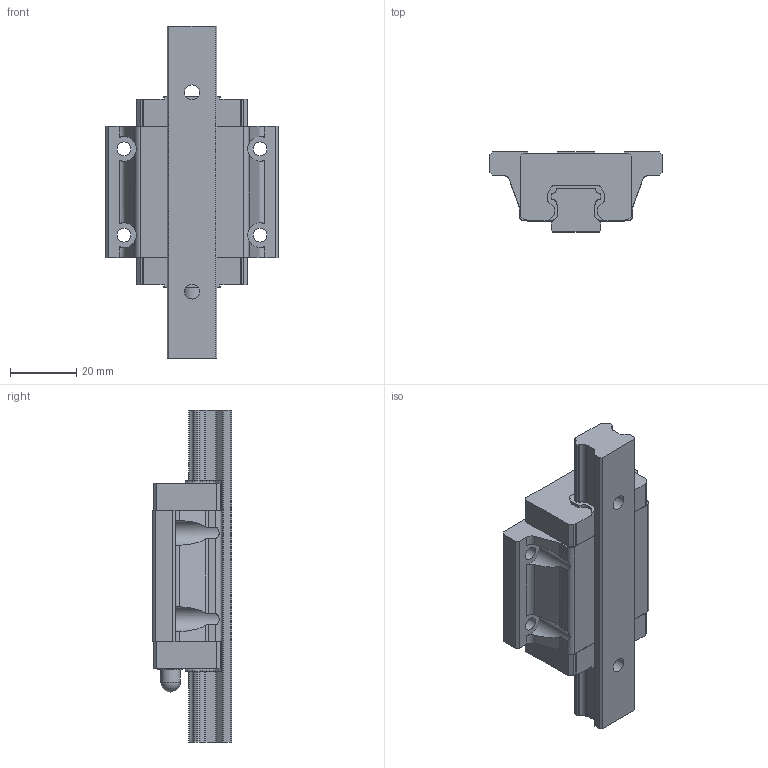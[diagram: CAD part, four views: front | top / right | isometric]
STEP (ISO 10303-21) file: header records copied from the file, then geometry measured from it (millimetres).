
FILE_DESCRIPTION(/* description */ ('STEP AP214'),/* implementation_level */ '2;1');
FILE_NAME(/* name */ 'C-SXWT24-100',/* time_stamp */ '2024-05-07T05:58:42+02:00',/* author */ ('License CC BY-ND 4.0'),/* organization */ ('CADENAS'),/* preprocessor_version */ 'ST-DEVELOPER v19.3',/* originating_system */ 'PARTsolutions',/* authorisation */ ' ');
FILE_SCHEMA (('AUTOMOTIVE_DESIGN {1 0 10303 214 3 1 1}'));
Length unit declared in the file: millimetre
Products named in the file (3): C-SXWT24-100; C-SXWT24-100_r; C-SXWT24-R_b
Assembly tree (2 placements, depth 2):
  C-SXWT24-100
    C-SXWT24-100_r
    C-SXWT24-R_b
Bounding box: 52 x 24 x 100 mm (x, y, z)
Volume: 53646.5 mm3; surface area: 16885.2 mm2
Topology: 2 solids, 2 shells, 366 faces, 1058 edges, 701 vertices
Faces by surface type: plane 215, cylinder 146, cone 4, sphere 1
Full cylindrical faces by diameter (mm): 4.134 x4, 4.5 x2, 6 x1, 7.5 x3
Entity records: 14339 total; most frequent: CARTESIAN_POINT 2199, ORIENTED_EDGE 2084, DIRECTION 2044, EDGE_CURVE 1042, LINE 738, VECTOR 738, VERTEX_POINT 700, AXIS2_PLACEMENT_3D 653
